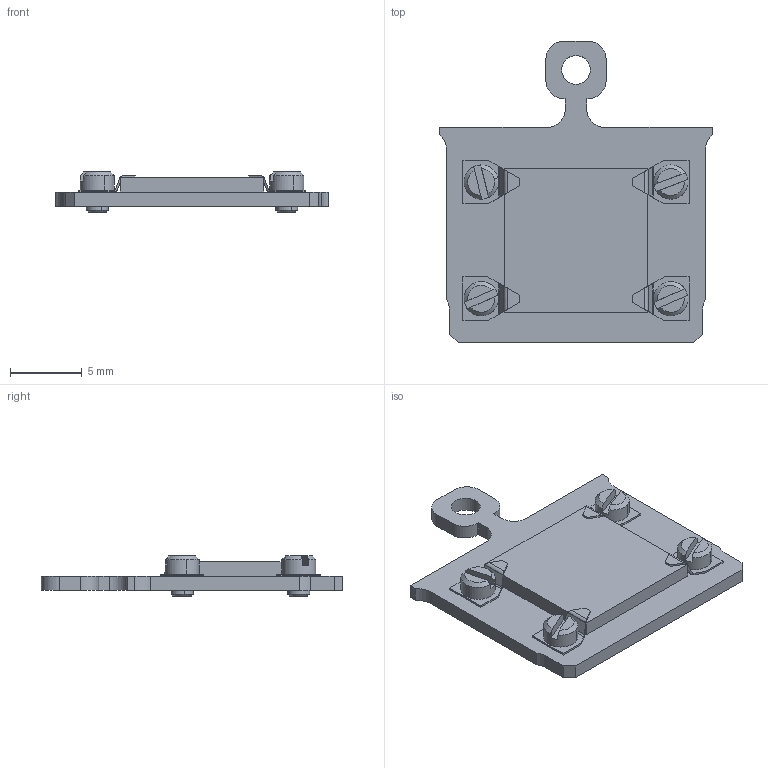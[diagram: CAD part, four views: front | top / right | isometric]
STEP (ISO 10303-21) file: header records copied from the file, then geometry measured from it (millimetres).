
FILE_DESCRIPTION (( 'STEP AP214' ), '1' );
FILE_NAME ('SN100621-42, PROBENPLATTE ASSY.STEP', '2020-05-07T19:40:25', ( '' ), ( '' ), 'SwSTEP 2.0', 'SolidWorks 2010', '' );
FILE_SCHEMA (( 'AUTOMOTIVE_DESIGN' ));
Length unit declared in the file: inch
Products named in the file (1): SN100621-42, PROBENPLATTE ASSY
Bounding box: 19 x 21 x 2.79 mm (x, y, z)
Surface area: 928.5 mm2 (no closed solid volume)
Topology: 0 solids, 14 shells, 149 faces, 434 edges, 296 vertices
Faces by surface type: plane 89, cylinder 40, cone 20
Entity records: 6875 total; most frequent: CARTESIAN_POINT 1024, DIRECTION 802, ORIENTED_EDGE 776, EDGE_CURVE 434, VERTEX_POINT 296, LINE 270, VECTOR 270, AXIS2_PLACEMENT_3D 266
